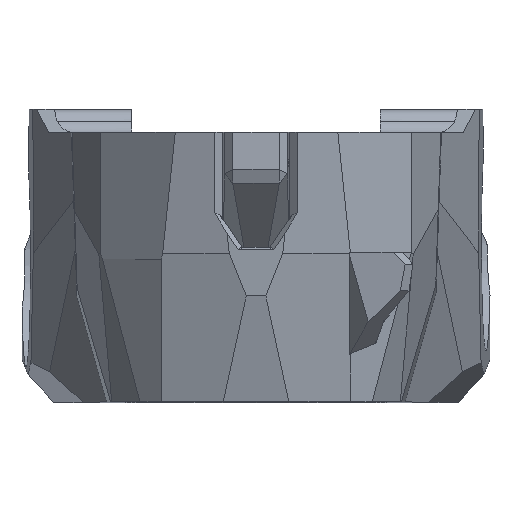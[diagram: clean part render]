
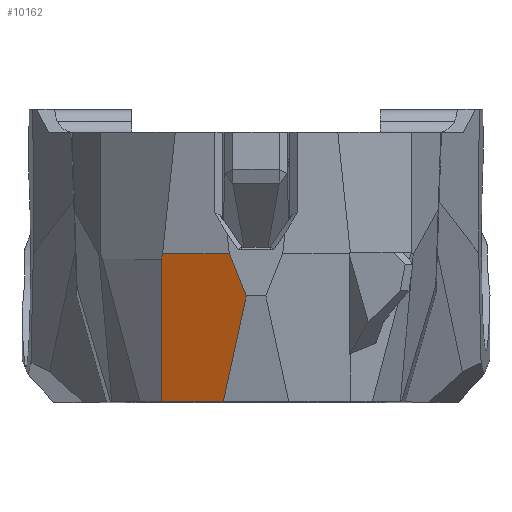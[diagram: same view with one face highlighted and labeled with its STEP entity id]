
A CAD part, top view. The second image highlights one B-rep face of the part: STEP entity #10162.
In plain terms, the highlighted planar face has unit normal (-0.211, -0.227, 0.951).
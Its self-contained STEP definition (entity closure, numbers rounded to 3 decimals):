
#763=PLANE('',#10928);
#1257=FACE_OUTER_BOUND('',#1850,.T.);
#1850=EDGE_LOOP('',(#8878,#8879,#8880,#8881,#8882,#8883));
#2348=LINE('',#15051,#3344);
#2479=LINE('',#15352,#3475);
#2481=LINE('',#15356,#3477);
#2803=LINE('',#25892,#3799);
#2807=LINE('',#25899,#3803);
#2808=LINE('',#25900,#3804);
#3344=VECTOR('',#11973,6.552);
#3475=VECTOR('',#12198,6.552);
#3477=VECTOR('',#12202,6.552);
#3799=VECTOR('',#13072,6.552);
#3803=VECTOR('',#13078,6.552);
#3804=VECTOR('',#13079,6.552);
#4525=VERTEX_POINT('',#15048);
#4526=VERTEX_POINT('',#15050);
#4648=VERTEX_POINT('',#15349);
#4649=VERTEX_POINT('',#15351);
#4650=VERTEX_POINT('',#15355);
#5038=VERTEX_POINT('',#25891);
#5637=EDGE_CURVE('',#4525,#4526,#2348,.F.);
#5787=EDGE_CURVE('',#4648,#4649,#2479,.F.);
#5789=EDGE_CURVE('',#4649,#4650,#2481,.F.);
#6378=EDGE_CURVE('',#5038,#4526,#2803,.F.);
#6382=EDGE_CURVE('',#4525,#4650,#2807,.T.);
#6383=EDGE_CURVE('',#5038,#4648,#2808,.T.);
#8878=ORIENTED_EDGE('',*,*,#6378,.T.);
#8879=ORIENTED_EDGE('',*,*,#5637,.F.);
#8880=ORIENTED_EDGE('',*,*,#6382,.T.);
#8881=ORIENTED_EDGE('',*,*,#5789,.F.);
#8882=ORIENTED_EDGE('',*,*,#5787,.F.);
#8883=ORIENTED_EDGE('',*,*,#6383,.F.);
#10162=ADVANCED_FACE('',(#1257),#763,.T.);
#10928=AXIS2_PLACEMENT_3D('',#25898,#13076,#13077);
#11973=DIRECTION('',(0.976,0.,0.216));
#12198=DIRECTION('',(-0.976,0.,-0.216));
#12202=DIRECTION('',(-0.369,0.919,0.137));
#13072=DIRECTION('',(0.001,0.973,0.232));
#13076=DIRECTION('center_axis',(-0.211,-0.227,0.951));
#13077=DIRECTION('ref_axis',(-0.732,0.681,0.));
#13078=DIRECTION('',(0.205,0.941,0.27));
#13079=DIRECTION('',(0.203,0.941,0.269));
#15048=CARTESIAN_POINT('',(-2.661,-12.138,30.783));
#15050=CARTESIAN_POINT('',(-7.704,-12.138,29.665));
#15051=CARTESIAN_POINT('',(-4.709,-12.138,30.329));
#15349=CARTESIAN_POINT('',(-7.594,-0.128,32.553));
#15351=CARTESIAN_POINT('',(-2.176,-0.128,33.754));
#15352=CARTESIAN_POINT('',(-4.21,-0.128,33.303));
#15355=CARTESIAN_POINT('',(-0.795,-3.566,33.241));
#15356=CARTESIAN_POINT('',(-1.345,-2.196,33.445));
#25891=CARTESIAN_POINT('',(-7.687,-0.564,32.429));
#25892=CARTESIAN_POINT('',(-7.698,-7.655,30.735));
#25898=CARTESIAN_POINT('Origin',(-3.962,-5.058,32.183));
#25899=CARTESIAN_POINT('',(-0.613,-2.728,33.481));
#25900=CARTESIAN_POINT('',(-8.088,-2.423,31.896));
